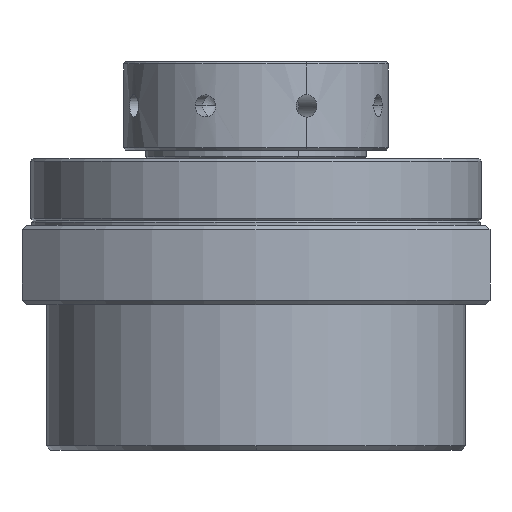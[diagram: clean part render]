
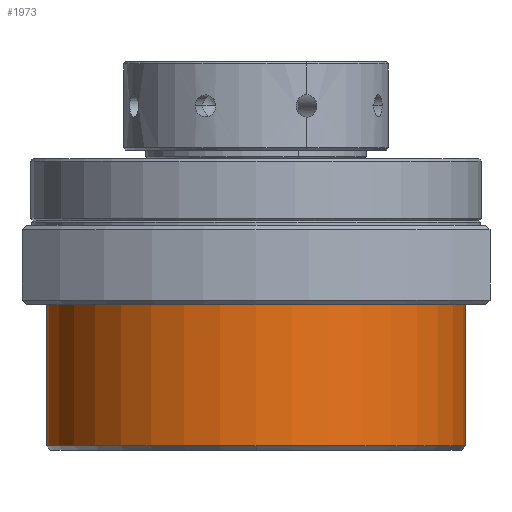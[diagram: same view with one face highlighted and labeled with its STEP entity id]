
A CAD part, front view. The second image highlights one B-rep face of the part: STEP entity #1973.
In plain terms, the highlighted cylindrical face has radius 47.5 mm (diameter 95 mm), a partial arc.
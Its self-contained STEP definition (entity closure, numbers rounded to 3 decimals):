
#143 = VERTEX_POINT ( 'NONE', #772 ) ;
#772 = CARTESIAN_POINT ( 'NONE',  ( 0., -47.5, -51. ) ) ;
#1973 = ADVANCED_FACE ( 'NONE', ( #7907 ), #7910, .T. ) ;
#2305 = EDGE_CURVE ( 'NONE', #3761, #143, #8186, .T. ) ;
#2324 = EDGE_CURVE ( 'NONE', #3765, #3766, #8205, .T. ) ;
#3144 = ORIENTED_EDGE ( 'NONE', *, *, #4593, .F. ) ;
#3145 = ORIENTED_EDGE ( 'NONE', *, *, #2305, .T. ) ;
#3146 = ORIENTED_EDGE ( 'NONE', *, *, #4638, .T. ) ;
#3147 = ORIENTED_EDGE ( 'NONE', *, *, #4590, .T. ) ;
#3148 = ORIENTED_EDGE ( 'NONE', *, *, #2324, .T. ) ;
#3761 = VERTEX_POINT ( 'NONE', #16977 ) ;
#3765 = VERTEX_POINT ( 'NONE', #17099 ) ;
#3766 = VERTEX_POINT ( 'NONE', #17100 ) ;
#3768 = VERTEX_POINT ( 'NONE', #17102 ) ;
#4590 = EDGE_CURVE ( 'NONE', #3768, #3765, #17631, .T. ) ;
#4593 = EDGE_CURVE ( 'NONE', #3761, #3766, #17633, .T. ) ;
#4638 = EDGE_CURVE ( 'NONE', #143, #3768, #17706, .T. ) ;
#4984 = AXIS2_PLACEMENT_3D ( 'NONE', #7072, #7071, #7070 ) ;
#5530 = EDGE_LOOP ( 'NONE', ( #3144, #3145, #3146, #3147, #3148 ) ) ;
#7070 = DIRECTION ( 'NONE',  ( 1., 0., 0. ) ) ;
#7071 = DIRECTION ( 'NONE',  ( 0., 0., 1. ) ) ;
#7072 = CARTESIAN_POINT ( 'NONE',  ( 0., 0., 61.638 ) ) ;
#7736 = CARTESIAN_POINT ( 'NONE',  ( 0., 0., -51. ) ) ;
#7737 = DIRECTION ( 'NONE',  ( 0., 0., 1. ) ) ;
#7738 = DIRECTION ( 'NONE',  ( 1., 0., 0. ) ) ;
#7773 = CARTESIAN_POINT ( 'NONE',  ( 0., 0., -19. ) ) ;
#7795 = DIRECTION ( 'NONE',  ( 0., 0., -1. ) ) ;
#7796 = DIRECTION ( 'NONE',  ( 1., 0., 0. ) ) ;
#7907 = FACE_OUTER_BOUND ( 'NONE', #5530, .T. ) ;
#7910 = CYLINDRICAL_SURFACE ( 'NONE', #4984, 47.5 ) ;
#8186 = CIRCLE ( 'NONE', #8512, 47.5 ) ;
#8205 = CIRCLE ( 'NONE', #8525, 47.5 ) ;
#8512 = AXIS2_PLACEMENT_3D ( 'NONE', #7736, #7737, #7738 ) ;
#8525 = AXIS2_PLACEMENT_3D ( 'NONE', #7773, #7795, #7796 ) ;
#14383 = AXIS2_PLACEMENT_3D ( 'NONE', #18222, #18230, #18231 ) ;
#16977 = CARTESIAN_POINT ( 'NONE',  ( -47.5, 0., -51. ) ) ;
#17099 = CARTESIAN_POINT ( 'NONE',  ( 47.5, 0., -19. ) ) ;
#17100 = CARTESIAN_POINT ( 'NONE',  ( -47.5, 0., -19. ) ) ;
#17102 = CARTESIAN_POINT ( 'NONE',  ( 47.5, 0., -51. ) ) ;
#17500 = CARTESIAN_POINT ( 'NONE',  ( 47.5, 0., 61.638 ) ) ;
#17506 = DIRECTION ( 'NONE',  ( 0., 0., 1. ) ) ;
#17514 = CARTESIAN_POINT ( 'NONE',  ( -47.5, 0., 61.638 ) ) ;
#17515 = DIRECTION ( 'NONE',  ( 0., 0., 1. ) ) ;
#17626 = VECTOR ( 'NONE', #17506, 1000. ) ;
#17629 = VECTOR ( 'NONE', #17515, 1000. ) ;
#17631 = LINE ( 'NONE', #17500, #17626 ) ;
#17633 = LINE ( 'NONE', #17514, #17629 ) ;
#17706 = CIRCLE ( 'NONE', #14383, 47.5 ) ;
#18222 = CARTESIAN_POINT ( 'NONE',  ( 0., 0., -51. ) ) ;
#18230 = DIRECTION ( 'NONE',  ( 0., 0., 1. ) ) ;
#18231 = DIRECTION ( 'NONE',  ( 1., 0., 0. ) ) ;
